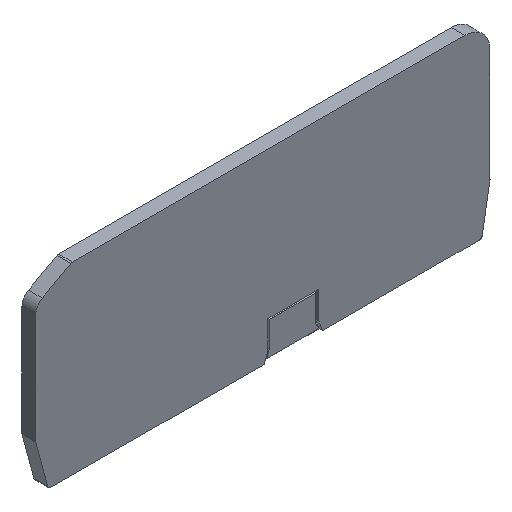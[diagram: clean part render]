
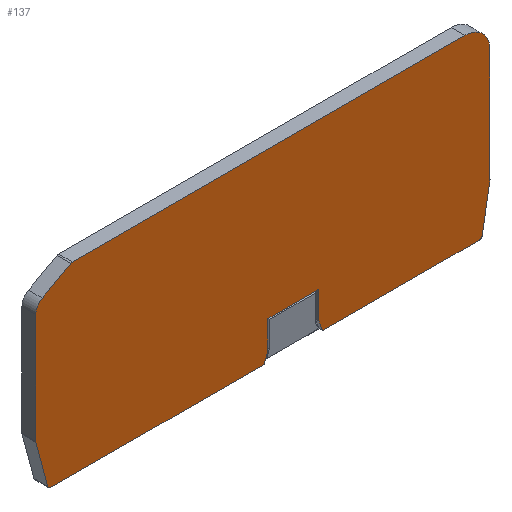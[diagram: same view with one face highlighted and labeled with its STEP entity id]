
A CAD part, isometric view. The second image highlights one B-rep face of the part: STEP entity #137.
In plain terms, the highlighted planar face has unit normal (0, -1, 0).
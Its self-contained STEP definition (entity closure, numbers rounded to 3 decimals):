
#137 = ADVANCED_FACE( '', ( #288 ), #289, .F. );
#288 = FACE_OUTER_BOUND( '', #451, .T. );
#289 = PLANE( '', #452 );
#451 = EDGE_LOOP( '', ( #765, #766, #767, #768, #769, #770, #771, #772, #773, #774, #775, #776, #777, #778, #779, #780, #781, #782, #783, #784 ) );
#452 = AXIS2_PLACEMENT_3D( '', #785, #786, #787 );
#765 = ORIENTED_EDGE( '', *, *, #1049, .T. );
#766 = ORIENTED_EDGE( '', *, *, #1019, .F. );
#767 = ORIENTED_EDGE( '', *, *, #1026, .T. );
#768 = ORIENTED_EDGE( '', *, *, #1043, .F. );
#769 = ORIENTED_EDGE( '', *, *, #1050, .F. );
#770 = ORIENTED_EDGE( '', *, *, #1051, .F. );
#771 = ORIENTED_EDGE( '', *, *, #950, .T. );
#772 = ORIENTED_EDGE( '', *, *, #994, .F. );
#773 = ORIENTED_EDGE( '', *, *, #982, .T. );
#774 = ORIENTED_EDGE( '', *, *, #1032, .T. );
#775 = ORIENTED_EDGE( '', *, *, #1052, .T. );
#776 = ORIENTED_EDGE( '', *, *, #1053, .F. );
#777 = ORIENTED_EDGE( '', *, *, #946, .T. );
#778 = ORIENTED_EDGE( '', *, *, #988, .F. );
#779 = ORIENTED_EDGE( '', *, *, #972, .F. );
#780 = ORIENTED_EDGE( '', *, *, #1054, .F. );
#781 = ORIENTED_EDGE( '', *, *, #1055, .T. );
#782 = ORIENTED_EDGE( '', *, *, #977, .F. );
#783 = ORIENTED_EDGE( '', *, *, #1037, .F. );
#784 = ORIENTED_EDGE( '', *, *, #1008, .T. );
#785 = CARTESIAN_POINT( '', ( 0., -2.2, 0. ) );
#786 = DIRECTION( '', ( 0., 1., 0. ) );
#787 = DIRECTION( '', ( 1., 0., 0. ) );
#946 = EDGE_CURVE( '', #1123, #1121, #1124, .F. );
#950 = EDGE_CURVE( '', #1131, #1129, #1132, .F. );
#972 = EDGE_CURVE( '', #1166, #1168, #1169, .F. );
#977 = EDGE_CURVE( '', #1174, #1177, #1178, .T. );
#982 = EDGE_CURVE( '', #1185, #1183, #1186, .T. );
#988 = EDGE_CURVE( '', #1168, #1121, #1194, .T. );
#994 = EDGE_CURVE( '', #1185, #1129, #1201, .T. );
#1008 = EDGE_CURVE( '', #1219, #1216, #1220, .F. );
#1019 = EDGE_CURVE( '', #1232, #1235, #1236, .T. );
#1026 = EDGE_CURVE( '', #1232, #1244, #1246, .F. );
#1032 = EDGE_CURVE( '', #1183, #1252, #1254, .T. );
#1037 = EDGE_CURVE( '', #1219, #1174, #1259, .F. );
#1043 = EDGE_CURVE( '', #1265, #1244, #1268, .T. );
#1049 = EDGE_CURVE( '', #1216, #1235, #1275, .F. );
#1050 = EDGE_CURVE( '', #1276, #1265, #1277, .F. );
#1051 = EDGE_CURVE( '', #1131, #1276, #1278, .T. );
#1052 = EDGE_CURVE( '', #1252, #1279, #1280, .T. );
#1053 = EDGE_CURVE( '', #1123, #1279, #1281, .T. );
#1054 = EDGE_CURVE( '', #1282, #1166, #1283, .T. );
#1055 = EDGE_CURVE( '', #1282, #1177, #1284, .F. );
#1121 = VERTEX_POINT( '', #1370 );
#1123 = VERTEX_POINT( '', #1373 );
#1124 = LINE( '', #1374, #1375 );
#1129 = VERTEX_POINT( '', #1382 );
#1131 = VERTEX_POINT( '', #1385 );
#1132 = LINE( '', #1386, #1387 );
#1166 = VERTEX_POINT( '', #1432 );
#1168 = VERTEX_POINT( '', #1435 );
#1169 = LINE( '', #1436, #1437 );
#1174 = VERTEX_POINT( '', #1444 );
#1177 = VERTEX_POINT( '', #1448 );
#1178 = CIRCLE( '', #1449, 4. );
#1183 = VERTEX_POINT( '', #1455 );
#1185 = VERTEX_POINT( '', #1458 );
#1186 = LINE( '', #1459, #1460 );
#1194 = CIRCLE( '', #1470, 0.5 );
#1201 = LINE( '', #1479, #1480 );
#1216 = VERTEX_POINT( '', #1502 );
#1219 = VERTEX_POINT( '', #1506 );
#1220 = CIRCLE( '', #1507, 0.5 );
#1232 = VERTEX_POINT( '', #1524 );
#1235 = VERTEX_POINT( '', #1528 );
#1236 = CIRCLE( '', #1529, 2. );
#1244 = VERTEX_POINT( '', #1539 );
#1246 = LINE( '', #1542, #1543 );
#1252 = VERTEX_POINT( '', #1550 );
#1254 = LINE( '', #1553, #1554 );
#1259 = LINE( '', #1561, #1562 );
#1265 = VERTEX_POINT( '', #1569 );
#1268 = CIRCLE( '', #1573, 0.5 );
#1275 = LINE( '', #1582, #1583 );
#1276 = VERTEX_POINT( '', #1584 );
#1277 = LINE( '', #1585, #1586 );
#1278 = CIRCLE( '', #1587, 0.5 );
#1279 = VERTEX_POINT( '', #1588 );
#1280 = LINE( '', #1589, #1590 );
#1281 = LINE( '', #1591, #1592 );
#1282 = VERTEX_POINT( '', #1593 );
#1283 = CIRCLE( '', #1594, 0.5 );
#1284 = LINE( '', #1595, #1596 );
#1370 = CARTESIAN_POINT( '', ( 31.004, -2.2, -17.893 ) );
#1373 = CARTESIAN_POINT( '', ( 6.048, -2.2, -17.893 ) );
#1374 = CARTESIAN_POINT( '', ( 0., -2.2, -17.893 ) );
#1375 = VECTOR( '', #1656, 1000. );
#1382 = CARTESIAN_POINT( '', ( -3.252, -2.2, -17.893 ) );
#1385 = CARTESIAN_POINT( '', ( -37.264, -2.2, -17.893 ) );
#1386 = CARTESIAN_POINT( '', ( 0., -2.2, -17.893 ) );
#1387 = VECTOR( '', #1660, 1000. );
#1432 = CARTESIAN_POINT( '', ( 32.737, -2.2, -10.445 ) );
#1435 = CARTESIAN_POINT( '', ( 31.497, -2.2, -17.48 ) );
#1436 = CARTESIAN_POINT( '', ( 32.737, -2.2, -10.445 ) );
#1437 = VECTOR( '', #1685, 1000. );
#1444 = CARTESIAN_POINT( '', ( 28.745, -2.2, 11.507 ) );
#1448 = CARTESIAN_POINT( '', ( 32.745, -2.2, 7.507 ) );
#1449 = AXIS2_PLACEMENT_3D( '', #1689, #1690, #1691 );
#1455 = CARTESIAN_POINT( '', ( -2.652, -2.2, -11.893 ) );
#1458 = CARTESIAN_POINT( '', ( -2.652, -2.2, -16.244 ) );
#1459 = CARTESIAN_POINT( '', ( -2.652, -2.2, 0. ) );
#1460 = VECTOR( '', #1697, 1000. );
#1470 = AXIS2_PLACEMENT_3D( '', #1703, #1704, #1705 );
#1479 = CARTESIAN_POINT( '', ( -2.652, -2.2, -16.244 ) );
#1480 = VECTOR( '', #1711, 1000. );
#1502 = CARTESIAN_POINT( '', ( -34.065, -2.2, 11.445 ) );
#1506 = CARTESIAN_POINT( '', ( -33.824, -2.2, 11.507 ) );
#1507 = AXIS2_PLACEMENT_3D( '', #1720, #1721, #1722 );
#1524 = CARTESIAN_POINT( '', ( -39.655, -2.2, 7.181 ) );
#1528 = CARTESIAN_POINT( '', ( -38.621, -2.2, 8.933 ) );
#1529 = AXIS2_PLACEMENT_3D( '', #1732, #1733, #1734 );
#1539 = CARTESIAN_POINT( '', ( -39.655, -2.2, -10.336 ) );
#1542 = CARTESIAN_POINT( '', ( -39.655, -2.2, 0. ) );
#1543 = VECTOR( '', #1741, 1000. );
#1550 = CARTESIAN_POINT( '', ( 5.448, -2.2, -11.893 ) );
#1553 = CARTESIAN_POINT( '', ( 0., -2.2, -11.893 ) );
#1554 = VECTOR( '', #1747, 1000. );
#1561 = CARTESIAN_POINT( '', ( -33.438, -2.2, 11.507 ) );
#1562 = VECTOR( '', #1750, 1000. );
#1569 = CARTESIAN_POINT( '', ( -39.638, -2.2, -10.465 ) );
#1573 = AXIS2_PLACEMENT_3D( '', #1756, #1757, #1758 );
#1582 = CARTESIAN_POINT( '', ( -12.785, -2.2, 23.181 ) );
#1583 = VECTOR( '', #1764, 1000. );
#1584 = CARTESIAN_POINT( '', ( -37.747, -2.2, -17.522 ) );
#1585 = CARTESIAN_POINT( '', ( -37.747, -2.2, -17.522 ) );
#1586 = VECTOR( '', #1765, 1000. );
#1587 = AXIS2_PLACEMENT_3D( '', #1766, #1767, #1768 );
#1588 = CARTESIAN_POINT( '', ( 5.448, -2.2, -16.244 ) );
#1589 = CARTESIAN_POINT( '', ( 5.448, -2.2, 0. ) );
#1590 = VECTOR( '', #1769, 1000. );
#1591 = CARTESIAN_POINT( '', ( 6.048, -2.2, -17.893 ) );
#1592 = VECTOR( '', #1770, 1000. );
#1593 = CARTESIAN_POINT( '', ( 32.745, -2.2, -10.358 ) );
#1594 = AXIS2_PLACEMENT_3D( '', #1771, #1772, #1773 );
#1595 = CARTESIAN_POINT( '', ( 32.745, -2.2, 0. ) );
#1596 = VECTOR( '', #1774, 1000. );
#1656 = DIRECTION( '', ( -1., 0., 0. ) );
#1660 = DIRECTION( '', ( -1., 0., 0. ) );
#1685 = DIRECTION( '', ( 0.174, 0., 0.985 ) );
#1689 = CARTESIAN_POINT( '', ( 28.745, -2.2, 7.507 ) );
#1690 = DIRECTION( '', ( 0., 1., 0. ) );
#1691 = DIRECTION( '', ( 0., 0., 1. ) );
#1697 = DIRECTION( '', ( 0., 0., 1. ) );
#1703 = CARTESIAN_POINT( '', ( 31.004, -2.2, -17.393 ) );
#1704 = DIRECTION( '', ( 0., 1., 0. ) );
#1705 = DIRECTION( '', ( 0., 0., 1. ) );
#1711 = DIRECTION( '', ( -0.342, 0., -0.94 ) );
#1720 = CARTESIAN_POINT( '', ( -33.824, -2.2, 11.007 ) );
#1721 = DIRECTION( '', ( 0., 1., 0. ) );
#1722 = DIRECTION( '', ( 0., 0., 1. ) );
#1732 = CARTESIAN_POINT( '', ( -37.655, -2.2, 7.181 ) );
#1733 = DIRECTION( '', ( 0., 1., 0. ) );
#1734 = DIRECTION( '', ( 0., 0., 1. ) );
#1741 = DIRECTION( '', ( 0., 0., 1. ) );
#1747 = DIRECTION( '', ( 1., 0., 0. ) );
#1750 = DIRECTION( '', ( -1., 0., 0. ) );
#1756 = CARTESIAN_POINT( '', ( -39.155, -2.2, -10.336 ) );
#1757 = DIRECTION( '', ( 0., 1., 0. ) );
#1758 = DIRECTION( '', ( 0., 0., 1. ) );
#1764 = DIRECTION( '', ( 0.876, 0., 0.483 ) );
#1765 = DIRECTION( '', ( 0.259, 0., -0.966 ) );
#1766 = CARTESIAN_POINT( '', ( -37.264, -2.2, -17.393 ) );
#1767 = DIRECTION( '', ( 0., 1., 0. ) );
#1768 = DIRECTION( '', ( 0., 0., 1. ) );
#1769 = DIRECTION( '', ( 0., 0., -1. ) );
#1770 = DIRECTION( '', ( -0.342, 0., 0.94 ) );
#1771 = CARTESIAN_POINT( '', ( 32.245, -2.2, -10.358 ) );
#1772 = DIRECTION( '', ( 0., 1., 0. ) );
#1773 = DIRECTION( '', ( 0., 0., 1. ) );
#1774 = DIRECTION( '', ( 0., 0., -1. ) );
